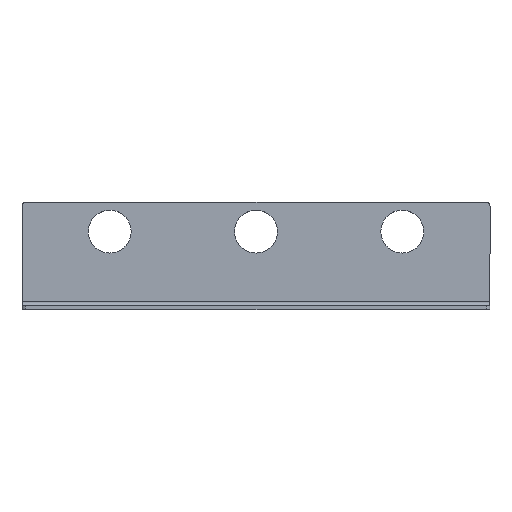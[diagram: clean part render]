
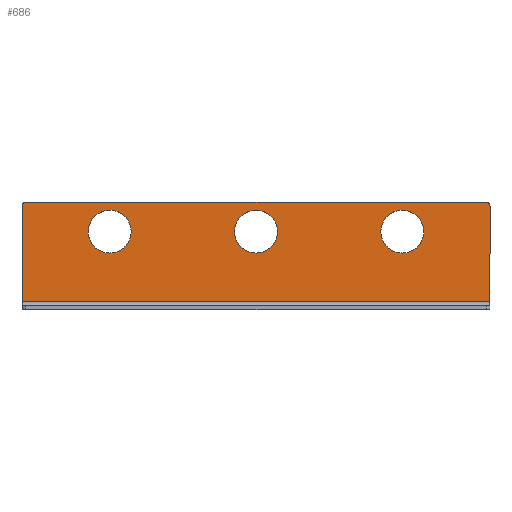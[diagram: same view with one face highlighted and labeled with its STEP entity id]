
A CAD part, top view. The second image highlights one B-rep face of the part: STEP entity #686.
In plain terms, the highlighted planar face has unit normal (0, 0, 1).
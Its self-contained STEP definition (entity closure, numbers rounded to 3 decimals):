
#124=CARTESIAN_POINT('',(-120.,-24.5,2.0));
#125=VERTEX_POINT('',#124);
#133=CARTESIAN_POINT('',(-120.,24.5,2.0));
#134=VERTEX_POINT('',#133);
#135=CARTESIAN_POINT('',(-120.,-24.5,2.0));
#136=DIRECTION('',(0.0,1.0,0.0));
#137=VECTOR('',#136,49.);
#138=LINE('',#135,#137);
#139=EDGE_CURVE('',#125,#134,#138,.T.);
#323=CARTESIAN_POINT('',(120.0,24.5,2.0));
#324=VERTEX_POINT('',#323);
#331=CARTESIAN_POINT('',(120.,-24.5,2.0));
#332=VERTEX_POINT('',#331);
#333=CARTESIAN_POINT('',(120.0,24.5,2.0));
#334=DIRECTION('',(0.0,-1.0,0.0));
#335=VECTOR('',#334,49.);
#336=LINE('',#333,#335);
#337=EDGE_CURVE('',#324,#332,#336,.T.);
#355=CARTESIAN_POINT('',(-118.,26.5,2.0));
#356=VERTEX_POINT('',#355);
#357=CARTESIAN_POINT('',(-118.,24.5,2.0));
#358=DIRECTION('',(0.0,0.0,-1.0));
#359=DIRECTION('',(-0.707,0.707,0.0));
#360=AXIS2_PLACEMENT_3D('',#357,#358,#359);
#361=CIRCLE('',#360,2.0);
#362=EDGE_CURVE('',#134,#356,#361,.T.);
#454=CARTESIAN_POINT('',(118.,26.5,2.0));
#455=VERTEX_POINT('',#454);
#456=CARTESIAN_POINT('',(-118.,26.5,2.0));
#457=DIRECTION('',(1.0,0.0,0.0));
#458=VECTOR('',#457,236.);
#459=LINE('',#456,#458);
#460=EDGE_CURVE('',#356,#455,#459,.T.);
#477=CARTESIAN_POINT('',(118.,24.5,2.0));
#478=DIRECTION('',(0.0,0.0,-1.0));
#479=DIRECTION('',(0.707,0.707,0.0));
#480=AXIS2_PLACEMENT_3D('',#477,#478,#479);
#481=CIRCLE('',#480,2.0);
#482=EDGE_CURVE('',#455,#324,#481,.T.);
#495=CARTESIAN_POINT('',(-64.0,11.5,2.));
#496=VERTEX_POINT('',#495);
#497=CARTESIAN_POINT('',(-75.0,11.5,2.));
#498=DIRECTION('',(0.0,0.0,-1.0));
#499=DIRECTION('',(-1.0,0.0,0.0));
#500=AXIS2_PLACEMENT_3D('',#497,#498,#499);
#501=CIRCLE('',#500,11.0);
#502=EDGE_CURVE('',#496,#496,#501,.T.);
#515=CARTESIAN_POINT('',(86.0,11.5,2.));
#516=VERTEX_POINT('',#515);
#517=CARTESIAN_POINT('',(75.,11.5,2.));
#518=DIRECTION('',(0.0,0.0,-1.0));
#519=DIRECTION('',(-1.0,0.0,0.0));
#520=AXIS2_PLACEMENT_3D('',#517,#518,#519);
#521=CIRCLE('',#520,11.0);
#522=EDGE_CURVE('',#516,#516,#521,.T.);
#535=CARTESIAN_POINT('',(11.0,11.5,2.));
#536=VERTEX_POINT('',#535);
#537=CARTESIAN_POINT('',(0.0,11.5,2.));
#538=DIRECTION('',(0.0,0.0,-1.0));
#539=DIRECTION('',(-1.0,0.0,0.0));
#540=AXIS2_PLACEMENT_3D('',#537,#538,#539);
#541=CIRCLE('',#540,11.0);
#542=EDGE_CURVE('',#536,#536,#541,.T.);
#654=CARTESIAN_POINT('',(-120.,-24.5,2.0));
#655=DIRECTION('',(1.0,0.0,0.0));
#656=VECTOR('',#655,240.0);
#657=LINE('',#654,#656);
#658=EDGE_CURVE('',#125,#332,#657,.T.);
#664=CARTESIAN_POINT('',(0.,0.,2.0));
#665=DIRECTION('',(0.0,0.0,1.0));
#666=DIRECTION('',(1.0,0.0,0.0));
#667=AXIS2_PLACEMENT_3D('',#664,#665,#666);
#668=PLANE('',#667);
#669=ORIENTED_EDGE('',*,*,#362,.F.);
#670=ORIENTED_EDGE('',*,*,#139,.F.);
#671=ORIENTED_EDGE('',*,*,#658,.T.);
#672=ORIENTED_EDGE('',*,*,#337,.F.);
#673=ORIENTED_EDGE('',*,*,#482,.F.);
#674=ORIENTED_EDGE('',*,*,#460,.F.);
#675=EDGE_LOOP('',(#669,#670,#671,#672,#673,#674));
#676=FACE_OUTER_BOUND('',#675,.T.);
#677=ORIENTED_EDGE('',*,*,#502,.T.);
#678=EDGE_LOOP('',(#677));
#679=FACE_BOUND('',#678,.T.);
#680=ORIENTED_EDGE('',*,*,#522,.T.);
#681=EDGE_LOOP('',(#680));
#682=FACE_BOUND('',#681,.T.);
#683=ORIENTED_EDGE('',*,*,#542,.T.);
#684=EDGE_LOOP('',(#683));
#685=FACE_BOUND('',#684,.T.);
#686=ADVANCED_FACE('',(#676,#679,#682,#685),#668,.T.);
